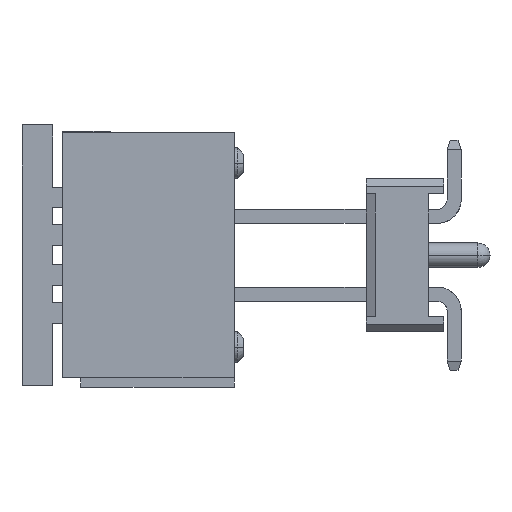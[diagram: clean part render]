
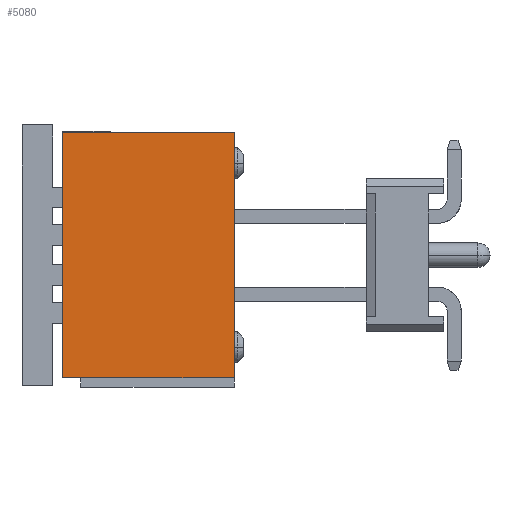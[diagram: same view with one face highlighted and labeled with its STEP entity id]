
A CAD part, left-side view. The second image highlights one B-rep face of the part: STEP entity #5080.
In plain terms, the highlighted planar face has unit normal (-1, 0, 0).
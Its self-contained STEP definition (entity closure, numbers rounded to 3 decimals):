
#2273=CARTESIAN_POINT('',(0.,7.62,-204.47));
#2274=VERTEX_POINT('',#2273);
#2284=CARTESIAN_POINT('',(0.,149.86,-204.47));
#2285=VERTEX_POINT('',#2284);
#2286=CARTESIAN_POINT('',(0.,7.62,-204.47));
#2287=CARTESIAN_POINT('',(0.,36.068,-204.47));
#2288=CARTESIAN_POINT('',(0.,64.516,-204.47));
#2289=CARTESIAN_POINT('',(0.,92.964,-204.47));
#2290=CARTESIAN_POINT('',(0.,121.412,-204.47));
#2291=CARTESIAN_POINT('',(0.,149.86,-204.47));
#2292=B_SPLINE_CURVE_WITH_KNOTS('',5,(#2286,#2287,#2288,#2289,#2290,#2291),.UNSPECIFIED.,.F.,.U.,(6,6),(0.,5.6),.UNSPECIFIED.);
#2293=EDGE_CURVE('',#2274,#2285,#2292,.T.);
#2461=CARTESIAN_POINT('',(0.,7.62,-1.27));
#2462=VERTEX_POINT('',#2461);
#2472=CARTESIAN_POINT('',(0.,7.62,-1.27));
#2473=CARTESIAN_POINT('',(0.,7.62,-41.91));
#2474=CARTESIAN_POINT('',(0.,7.62,-82.55));
#2475=CARTESIAN_POINT('',(0.,7.62,-123.19));
#2476=CARTESIAN_POINT('',(0.,7.62,-163.83));
#2477=CARTESIAN_POINT('',(0.,7.62,-204.47));
#2478=B_SPLINE_CURVE_WITH_KNOTS('',5,(#2472,#2473,#2474,#2475,#2476,#2477),.UNSPECIFIED.,.F.,.U.,(6,6),(0.,8.),.UNSPECIFIED.);
#2479=EDGE_CURVE('',#2462,#2274,#2478,.T.);
#5051=CARTESIAN_POINT('',(0.,78.74,-102.87));
#5052=DIRECTION('',(0.,-1.,0.));
#5053=DIRECTION('',(-1.,0.,0.));
#5054=AXIS2_PLACEMENT_3D('',#5051,#5053,#5052);
#5055=PLANE('',#5054);
#5056=ORIENTED_EDGE('',*,*,#2479,.F.);
#5057=CARTESIAN_POINT('',(0.,149.86,-1.27));
#5058=VERTEX_POINT('',#5057);
#5059=CARTESIAN_POINT('',(0.,7.62,-1.27));
#5060=CARTESIAN_POINT('',(0.,36.068,-1.27));
#5061=CARTESIAN_POINT('',(0.,64.516,-1.27));
#5062=CARTESIAN_POINT('',(0.,92.964,-1.27));
#5063=CARTESIAN_POINT('',(0.,121.412,-1.27));
#5064=CARTESIAN_POINT('',(0.,149.86,-1.27));
#5065=B_SPLINE_CURVE_WITH_KNOTS('',5,(#5059,#5060,#5061,#5062,#5063,#5064),.UNSPECIFIED.,.F.,.U.,(6,6),(0.,5.6),.UNSPECIFIED.);
#5066=EDGE_CURVE('',#2462,#5058,#5065,.T.);
#5067=ORIENTED_EDGE('',*,*,#5066,.T.);
#5068=CARTESIAN_POINT('',(0.,149.86,-1.27));
#5069=CARTESIAN_POINT('',(0.,149.86,-41.91));
#5070=CARTESIAN_POINT('',(0.,149.86,-82.55));
#5071=CARTESIAN_POINT('',(0.,149.86,-123.19));
#5072=CARTESIAN_POINT('',(0.,149.86,-163.83));
#5073=CARTESIAN_POINT('',(0.,149.86,-204.47));
#5074=B_SPLINE_CURVE_WITH_KNOTS('',5,(#5068,#5069,#5070,#5071,#5072,#5073),.UNSPECIFIED.,.F.,.U.,(6,6),(0.,8.),.UNSPECIFIED.);
#5075=EDGE_CURVE('',#5058,#2285,#5074,.T.);
#5076=ORIENTED_EDGE('',*,*,#5075,.T.);
#5077=ORIENTED_EDGE('',*,*,#2293,.F.);
#5078=EDGE_LOOP('',(#5056,#5067,#5076,#5077));
#5079=FACE_OUTER_BOUND('',#5078,.T.);
#5080=ADVANCED_FACE('',(#5079),#5055,.T.);
